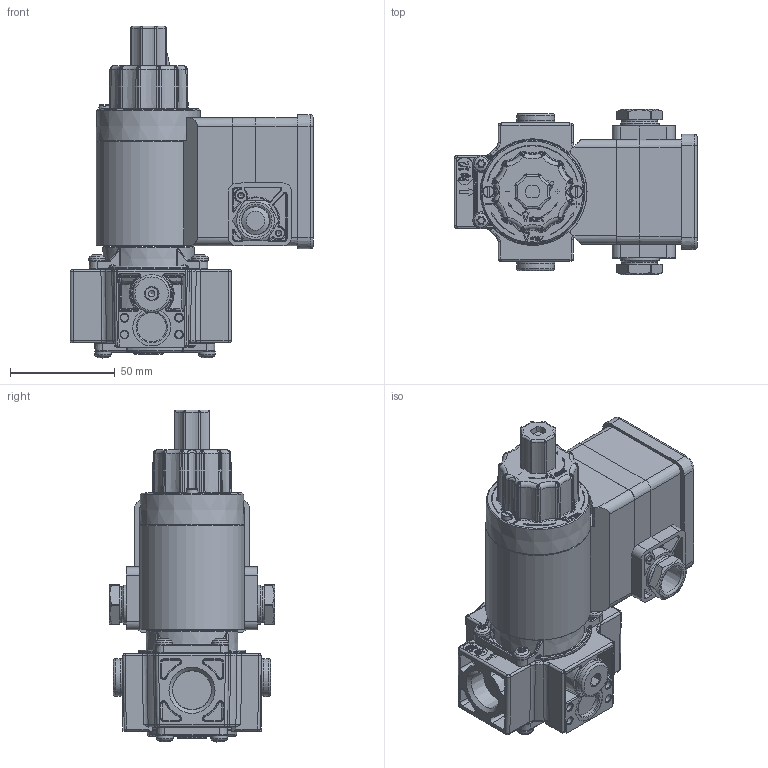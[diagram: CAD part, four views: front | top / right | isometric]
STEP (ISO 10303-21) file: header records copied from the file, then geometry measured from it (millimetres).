
FILE_DESCRIPTION(/* description */ (''),/* implementation_level */ '2;1');
FILE_NAME(/* name */ '013284.ipt.step',/* time_stamp */ '2015-12-15T07:04:27+01:00',/* author */ ('JT'),/* organization */ (''),/* preprocessor_version */ 'ST-DEVELOPER v15.2',/* originating_system */ 'Autodesk Inventor 2014',/* authorisation */ '');
FILE_SCHEMA (('CONFIG_CONTROL_DESIGN','AUTOMOTIVE_DESIGN { 1 0 10303 214 3 1 1 }'));
Length unit declared in the file: millimetre
Products named in the file (1): 013284
Bounding box: 116.48 x 79 x 158.52 mm (x, y, z)
Volume: 477024 mm3; surface area: 77909.7 mm2
Topology: 2 solids, 15 shells, 4023 faces, 9811 edges, 5817 vertices
Faces by surface type: bspline 1311, plane 1054, cylinder 686, torus 478, cone 311, sphere 183
Full cylindrical faces by diameter (mm): 0.7 x2, 2.5 x4, 2.729 x1, 3 x2, 3.6 x1, 3.621 x8, 4 x8, 4.2 x8, 4.3 x8, 13 x2, 13.16 x2, 14 x5, 17 x4, 17.26 x2, 18 x4, 18.6 x2
Entity records: 167304 total; most frequent: CARTESIAN_POINT 82790, ORIENTED_EDGE 18718, DIRECTION 15271, EDGE_CURVE 9359, AXIS2_PLACEMENT_3D 6042, VERTEX_POINT 5735, EDGE_LOOP 4410, ADVANCED_FACE 4021
